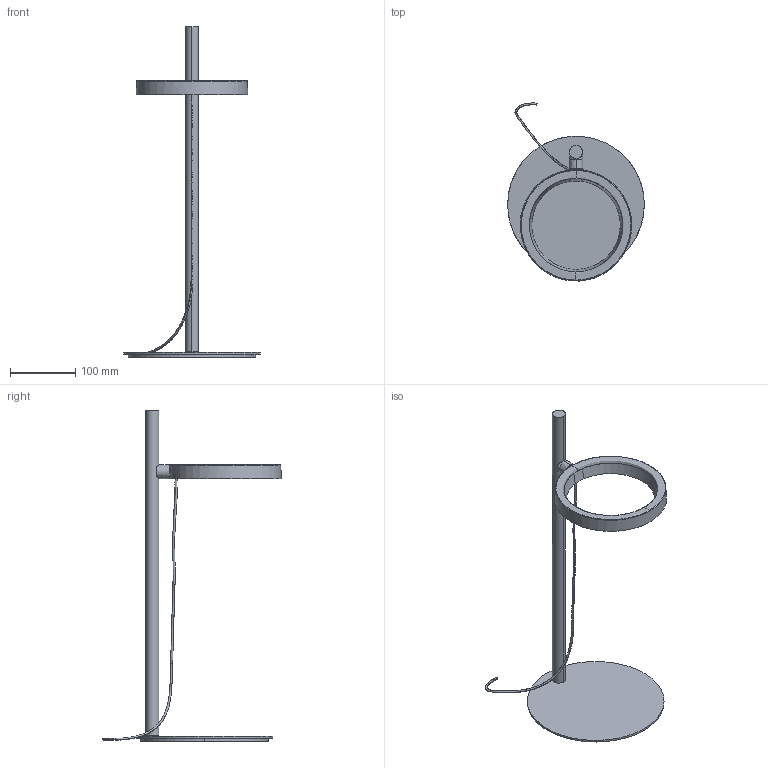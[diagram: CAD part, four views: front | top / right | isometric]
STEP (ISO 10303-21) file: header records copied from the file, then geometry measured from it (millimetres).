
FILE_DESCRIPTION(/* description */ (''),/* implementation_level */ '2;1');
FILE_NAME(/* name */ 'IPPARCO small',/* time_stamp */ '2013-10-21T17:10:25+02:00',/* author */ (''),/* organization */ (''),/* preprocessor_version */ 'ST-DEVELOPER v10',/* originating_system */ '',/* authorisation */ '');
FILE_SCHEMA (('AUTOMOTIVE_DESIGN'));
Length unit declared in the file: millimetre
Products named in the file (1): 1
Bounding box: 210 x 274.31 x 508.5 mm (x, y, z)
Volume: 261133.7 mm3; surface area: 149829.4 mm2
Topology: 3 solids, 6 shells, 48 faces, 121 edges, 85 vertices
Faces by surface type: bspline 33, plane 15
Entity records: 3834 total; most frequent: CARTESIAN_POINT 3060, ORIENTED_EDGE 216, EDGE_CURVE 120, VERTEX_POINT 83, B_SPLINE_CURVE_WITH_KNOTS 54, EDGE_LOOP 51, ADVANCED_FACE 48, FACE_OUTER_BOUND 48
